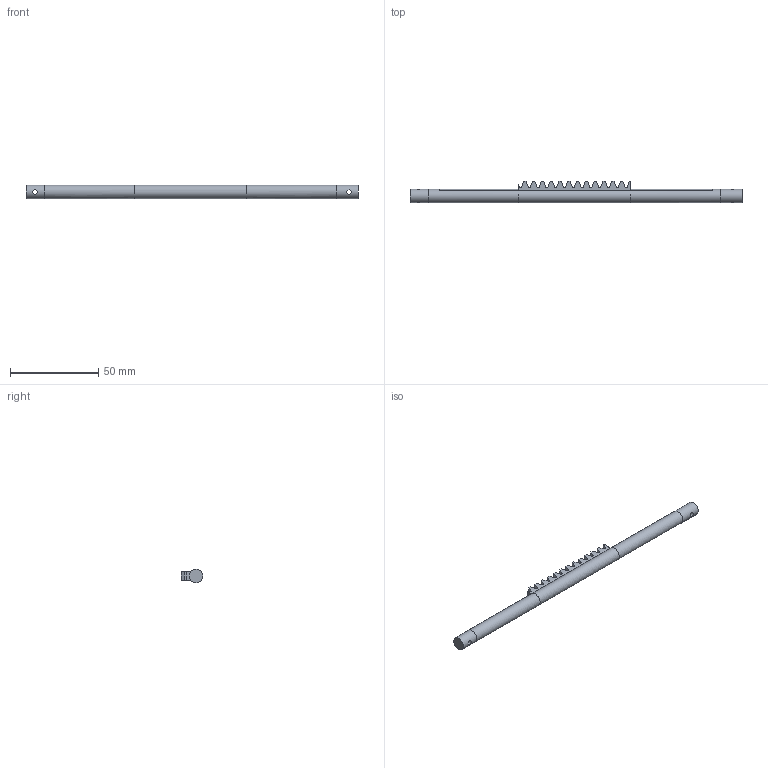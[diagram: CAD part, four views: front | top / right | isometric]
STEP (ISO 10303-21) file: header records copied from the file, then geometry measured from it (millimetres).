
FILE_DESCRIPTION(/* description */ (''),/* implementation_level */ '2;1');
FILE_NAME(/* name */ 'rack gear - m10 z30.stp',/* time_stamp */ '2024-08-21T16:39:44-04:00',/* author */ ('darkb'),/* organization */ (''),/* preprocessor_version */ 'ST-DEVELOPER v20',/* originating_system */ 'Autodesk Inventor 2025',/* authorisation */ '');
FILE_SCHEMA (('AUTOMOTIVE_DESIGN { 1 0 10303 214 3 1 1 }'));
Length unit declared in the file: inch
Products named in the file (1): rack gear - m10 z30
Bounding box: 188.14 x 12.14 x 7.62 mm (x, y, z)
Volume: 7538.6 mm3; surface area: 9076.4 mm2
Topology: 1 solids, 2 shells, 100 faces, 292 edges, 203 vertices
Faces by surface type: plane 68, cylinder 32
Full cylindrical faces by diameter (mm): 2.54 x2, 7.62 x3
Entity records: 3502 total; most frequent: CARTESIAN_POINT 732, ORIENTED_EDGE 572, DIRECTION 552, EDGE_CURVE 292, LINE 218, VECTOR 218, VERTEX_POINT 196, AXIS2_PLACEMENT_3D 167
